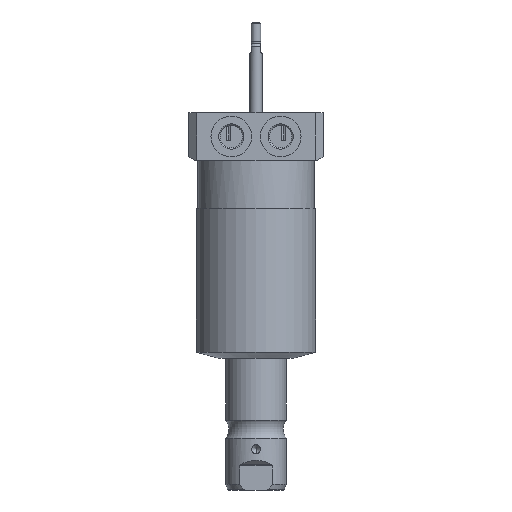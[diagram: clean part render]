
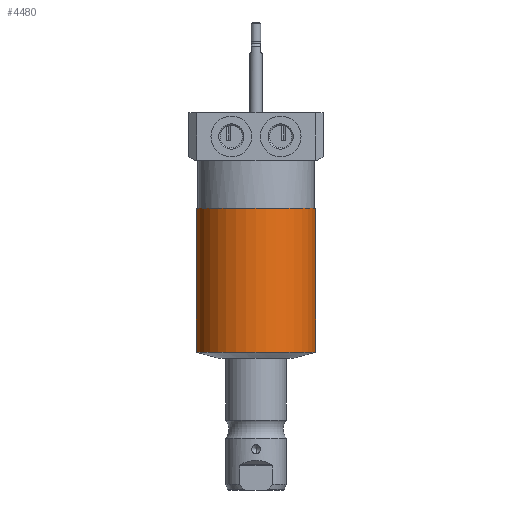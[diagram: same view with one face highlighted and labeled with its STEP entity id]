
A CAD part, left-side view. The second image highlights one B-rep face of the part: STEP entity #4480.
In plain terms, the highlighted cylindrical face has radius 31.395 mm (diameter 62.789 mm), a partial arc.
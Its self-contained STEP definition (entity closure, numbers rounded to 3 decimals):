
#1519=CARTESIAN_POINT('',(0.,0.,-25.4));
#1520=DIRECTION('',(0.,0.,-1.));
#1521=DIRECTION('',(0.,-1.,0.));
#1522=AXIS2_PLACEMENT_3D('',#1519,#1520,#1521);
#1529=DIRECTION('',(0.,0.,-1.));
#1530=VECTOR('',#1529,75.842);
#1531=CARTESIAN_POINT('',(0.,-31.395,-25.4));
#1532=LINE('',#1531,#1530);
#1533=CARTESIAN_POINT('',(0.,0.,-101.242));
#1534=DIRECTION('',(0.,0.,-1.));
#1535=DIRECTION('',(0.,-1.,0.));
#1536=AXIS2_PLACEMENT_3D('',#1533,#1534,#1535);
#1571=DIRECTION('',(0.,0.,-1.));
#1572=VECTOR('',#1571,75.842);
#1573=CARTESIAN_POINT('',(0.,31.395,-25.4));
#1574=LINE('',#1573,#1572);
#2237=CARTESIAN_POINT('',(0.,-31.395,-25.4));
#2238=CARTESIAN_POINT('',(0.,31.395,-25.4));
#2239=VERTEX_POINT('',#2237);
#2240=VERTEX_POINT('',#2238);
#2253=CARTESIAN_POINT('',(0.,-31.395,-101.242));
#2254=CARTESIAN_POINT('',(0.,31.395,-101.242));
#2255=VERTEX_POINT('',#2253);
#2256=VERTEX_POINT('',#2254);
#4466=CARTESIAN_POINT('',(0.,0.,0.));
#4467=DIRECTION('',(0.,0.,-1.));
#4468=DIRECTION('',(0.,-1.,0.));
#4469=AXIS2_PLACEMENT_3D('',#4466,#4467,#4468);
#4470=CYLINDRICAL_SURFACE('',#4469,31.395);
#4472=ORIENTED_EDGE('',*,*,#4471,.T.);
#4474=ORIENTED_EDGE('',*,*,#4473,.F.);
#4475=ORIENTED_EDGE('',*,*,#4455,.F.);
#4477=ORIENTED_EDGE('',*,*,#4476,.T.);
#4478=EDGE_LOOP('',(#4472,#4474,#4475,#4477));
#4479=FACE_OUTER_BOUND('',#4478,.F.);
#1523=CIRCLE('',#1522,31.395);
#1537=CIRCLE('',#1536,31.395);
#4455=EDGE_CURVE('',#2239,#2240,#1523,.T.);
#4471=EDGE_CURVE('',#2255,#2256,#1537,.T.);
#4473=EDGE_CURVE('',#2240,#2256,#1574,.T.);
#4476=EDGE_CURVE('',#2239,#2255,#1532,.T.);
#4480=ADVANCED_FACE('',(#4479),#4470,.T.);
